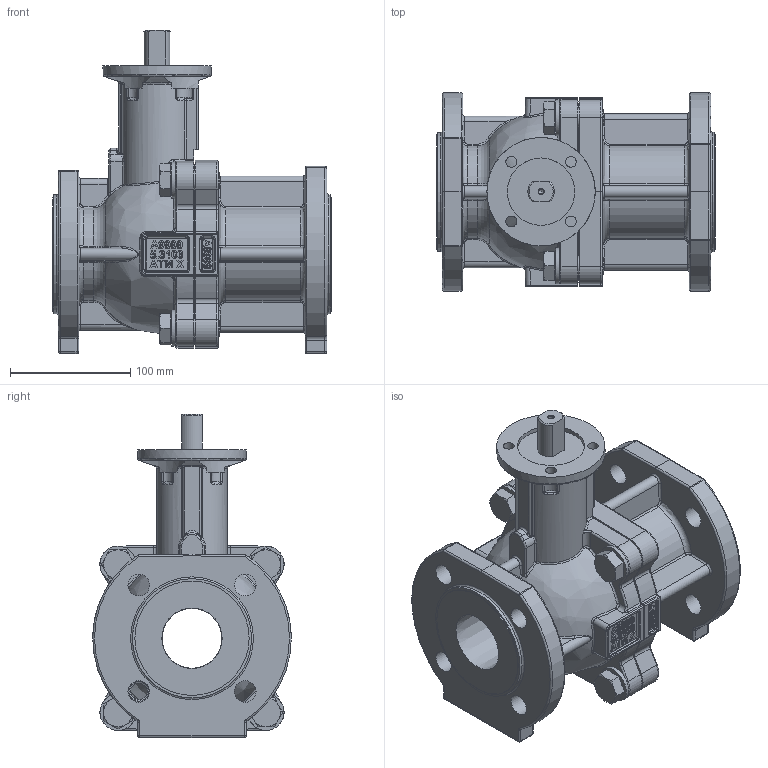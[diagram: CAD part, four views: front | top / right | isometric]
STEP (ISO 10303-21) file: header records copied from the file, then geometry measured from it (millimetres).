
FILE_DESCRIPTION(/* description */ ('CSB- ChemBall™ DN050'),/* implementation_level */ '2;1');
FILE_NAME(/* name */ 'CSB_BS_I050P2F07AA1.stp',/* time_stamp */ '2023-03-15T16:00:30+01:00',/* author */ ('markus_treichler'),/* organization */ ('ChemValve-Schmid AG'),/* preprocessor_version */ 'ST-DEVELOPER v19.2',/* originating_system */ 'Autodesk Inventor 2023',/* authorisation */ '');
FILE_SCHEMA (('AUTOMOTIVE_DESIGN { 1 0 10303 214 3 1 1 }'));
Products named in the file (1): 005958
Bounding box: 231.2 x 165 x 268.5 mm (x, y, z)
Volume: 2708251.2 mm3; surface area: 364695.5 mm2
Topology: 1 solids, 8 shells, 1453 faces, 3585 edges, 2207 vertices
Faces by surface type: bspline 411, plane 382, cylinder 324, torus 156, cone 122, sphere 58
Full cylindrical faces by diameter (mm): 2.2 x4, 4.134 x1, 9 x4, 13.835 x1, 16 x4, 17 x5, 18 x8, 22.49 x4, 28 x1, 28.5 x1, 30 x5, 39.25 x1, 56 x1, 90 x1, 95 x2, 99 x2, 140 x1, 150 x2
Entity records: 50604 total; most frequent: CARTESIAN_POINT 18717, ORIENTED_EDGE 7136, DIRECTION 5801, EDGE_CURVE 3568, AXIS2_PLACEMENT_3D 2242, VERTEX_POINT 2207, EDGE_LOOP 1581, FACE_OUTER_BOUND 1453
